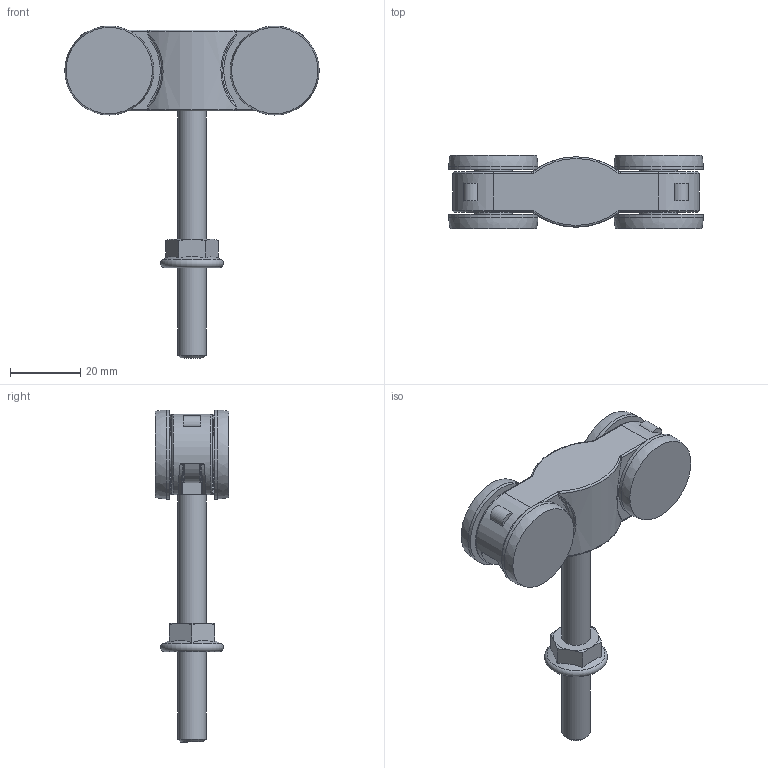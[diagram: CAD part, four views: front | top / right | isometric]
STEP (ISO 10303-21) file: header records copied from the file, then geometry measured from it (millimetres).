
FILE_DESCRIPTION(/* description */ (''),/* implementation_level */ '2;1');
FILE_NAME(/* name */ '11218HCX.stp',/* time_stamp */ '2022-12-01T15:39:36+01:00',/* author */ ('Giuliano'),/* organization */ (''),/* preprocessor_version */ 'ST-DEVELOPER v18.1',/* originating_system */ 'Autodesk Inventor 2021',/* authorisation */ '');
FILE_SCHEMA (('AUTOMOTIVE_DESIGN { 1 0 10303 214 3 1 1 }'));
Length unit declared in the file: millimetre
Products named in the file (1): Pièce3
Bounding box: 72.3 x 20.8 x 94.35 mm (x, y, z)
Volume: 30954.6 mm3; surface area: 13926 mm2
Topology: 1 solids, 1 shells, 211 faces, 527 edges, 332 vertices
Faces by surface type: plane 86, cylinder 72, torus 25, cone 12, bspline 12, sphere 4
Full cylindrical faces by diameter (mm): 8 x2, 10 x4, 25.3 x4
Entity records: 6784 total; most frequent: CARTESIAN_POINT 1664, DIRECTION 1100, ORIENTED_EDGE 1054, EDGE_CURVE 527, AXIS2_PLACEMENT_3D 429, VERTEX_POINT 332, LINE 242, VECTOR 242
